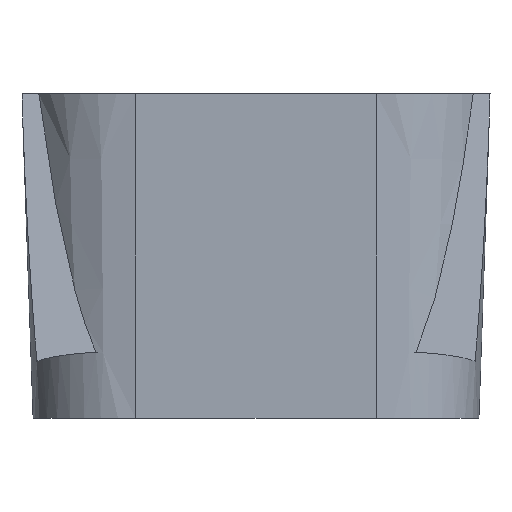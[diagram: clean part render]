
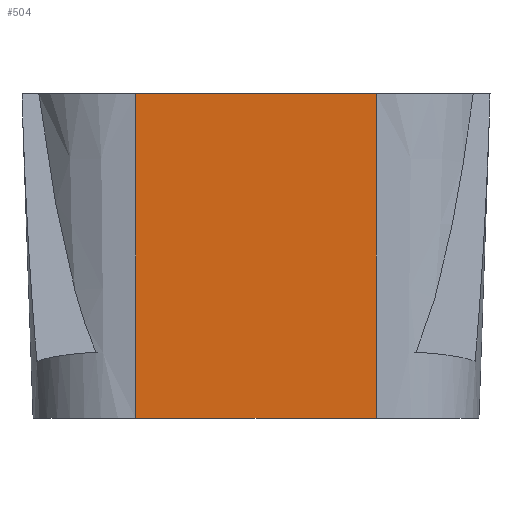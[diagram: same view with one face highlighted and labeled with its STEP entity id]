
A CAD part, front view. The second image highlights one B-rep face of the part: STEP entity #504.
In plain terms, the highlighted planar face has unit normal (0, -0.999, -0.035).
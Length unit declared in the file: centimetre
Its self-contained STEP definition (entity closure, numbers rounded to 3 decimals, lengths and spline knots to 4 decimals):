
#157=VERTEX_POINT('',#722);
#158=VERTEX_POINT('',#724);
#164=VERTEX_POINT('',#746);
#165=VERTEX_POINT('',#748);
#196=VECTOR('',#605,1.);
#204=VECTOR('',#629,1.);
#205=VECTOR('',#633,1.);
#206=VECTOR('',#634,1.);
#238=LINE('',#723,#196);
#246=LINE('',#747,#204);
#247=LINE('',#751,#205);
#248=LINE('',#752,#206);
#296=EDGE_CURVE('',#157,#158,#238,.T.);
#308=EDGE_CURVE('',#165,#164,#246,.T.);
#310=EDGE_CURVE('',#164,#158,#247,.T.);
#311=EDGE_CURVE('',#165,#157,#248,.T.);
#415=ORIENTED_EDGE('',*,*,#310,.T.);
#416=ORIENTED_EDGE('',*,*,#296,.F.);
#417=ORIENTED_EDGE('',*,*,#311,.F.);
#418=ORIENTED_EDGE('',*,*,#308,.T.);
#458=EDGE_LOOP('',(#415,#416,#417,#418));
#481=FACE_BOUND('',#458,.T.);
#504=ADVANCED_FACE('',(#481),#767,.T.);
#539=AXIS2_PLACEMENT_3D('',#750,#632,$);
#605=DIRECTION('',(0.,-0.035,0.999));
#629=DIRECTION('',(0.,-0.035,0.999));
#632=DIRECTION('',(0.,-0.999,-0.035));
#633=DIRECTION('',(-1.,0.,0.));
#634=DIRECTION('',(-1.,0.,0.));
#722=CARTESIAN_POINT('',(-2.225,-2.32,0.));
#723=CARTESIAN_POINT('',(-2.225,-2.32,0.));
#724=CARTESIAN_POINT('',(-2.225,-2.5295,6.));
#746=CARTESIAN_POINT('',(2.225,-2.5295,6.));
#747=CARTESIAN_POINT('',(2.225,-2.32,0.));
#748=CARTESIAN_POINT('',(2.225,-2.32,0.));
#750=CARTESIAN_POINT('',(2.225,-2.32,0.));
#751=CARTESIAN_POINT('',(2.225,-2.5295,6.));
#752=CARTESIAN_POINT('',(2.225,-2.32,0.));
#767=PLANE('',#539);
